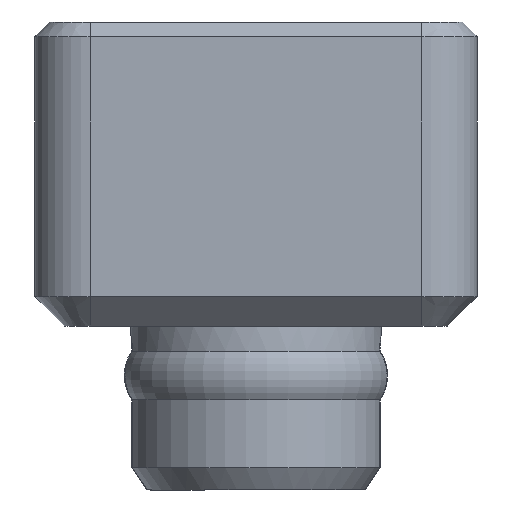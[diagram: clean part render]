
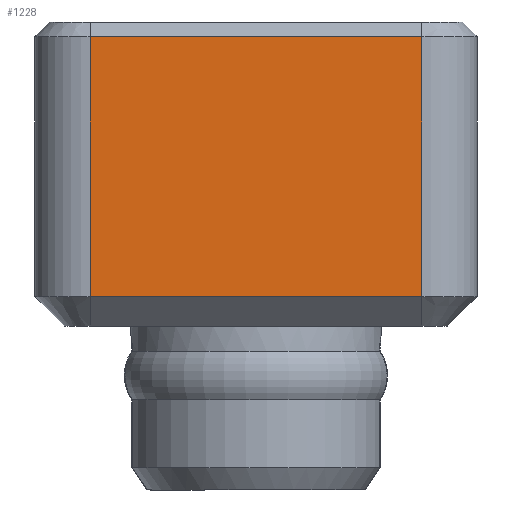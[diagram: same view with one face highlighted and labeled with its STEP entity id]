
A CAD part, front view. The second image highlights one B-rep face of the part: STEP entity #1228.
In plain terms, the highlighted planar face has unit normal (0, -1, 0).
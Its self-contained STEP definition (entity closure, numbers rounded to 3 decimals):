
#36=PLANE('',#1334);
#102=FACE_OUTER_BOUND('',#174,.T.);
#174=EDGE_LOOP('',(#955,#956,#957,#958));
#322=LINE('',#3362,#421);
#337=LINE('',#3402,#436);
#338=LINE('',#3406,#437);
#339=LINE('',#3407,#438);
#421=VECTOR('',#1490,10.);
#436=VECTOR('',#1535,10.);
#437=VECTOR('',#1540,10.);
#438=VECTOR('',#1541,10.);
#547=VERTEX_POINT('',#3359);
#548=VERTEX_POINT('',#3361);
#558=VERTEX_POINT('',#3401);
#559=VERTEX_POINT('',#3405);
#682=EDGE_CURVE('',#547,#548,#322,.T.);
#702=EDGE_CURVE('',#548,#558,#337,.T.);
#704=EDGE_CURVE('',#559,#547,#338,.T.);
#705=EDGE_CURVE('',#558,#559,#339,.T.);
#955=ORIENTED_EDGE('',*,*,#682,.F.);
#956=ORIENTED_EDGE('',*,*,#704,.F.);
#957=ORIENTED_EDGE('',*,*,#705,.F.);
#958=ORIENTED_EDGE('',*,*,#702,.F.);
#1228=ADVANCED_FACE('',(#102),#36,.T.);
#1334=AXIS2_PLACEMENT_3D('',#3404,#1538,#1539);
#1490=DIRECTION('',(1.,0.,0.));
#1535=DIRECTION('',(0.,0.,-1.));
#1538=DIRECTION('center_axis',(0.,-1.,0.));
#1539=DIRECTION('ref_axis',(1.,0.,0.));
#1540=DIRECTION('',(0.,0.,1.));
#1541=DIRECTION('',(-1.,0.,0.));
#3359=CARTESIAN_POINT('',(-3.164,-13.873,49.996));
#3361=CARTESIAN_POINT('',(5.836,-13.873,49.996));
#3362=CARTESIAN_POINT('',(-1.664,-13.873,49.996));
#3401=CARTESIAN_POINT('',(5.836,-13.873,42.946));
#3402=CARTESIAN_POINT('',(5.836,-13.873,48.196));
#3404=CARTESIAN_POINT('Origin',(-4.664,-13.873,48.196));
#3405=CARTESIAN_POINT('',(-3.164,-13.873,42.946));
#3406=CARTESIAN_POINT('',(-3.164,-13.873,48.196));
#3407=CARTESIAN_POINT('',(-1.664,-13.873,42.946));
